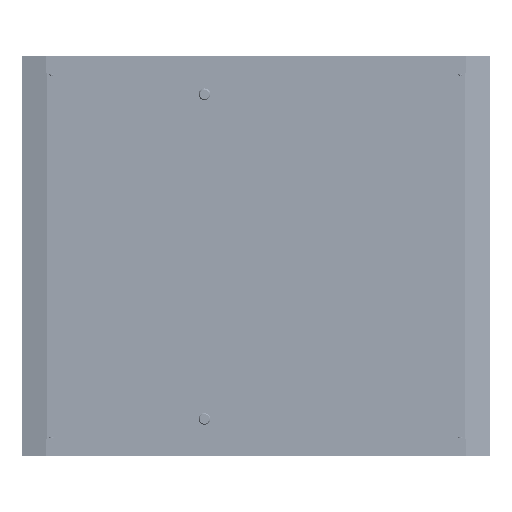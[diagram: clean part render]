
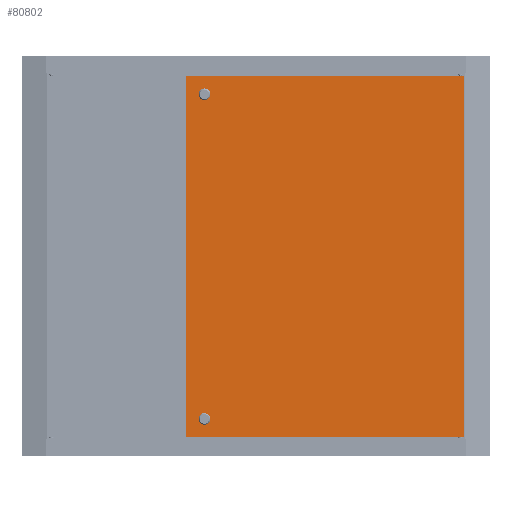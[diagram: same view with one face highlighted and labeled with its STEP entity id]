
A CAD part, top view. The second image highlights one B-rep face of the part: STEP entity #80802.
In plain terms, the highlighted planar face has unit normal (0, 0, 1).
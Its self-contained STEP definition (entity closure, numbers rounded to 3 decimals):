
#2190 = EDGE_CURVE ( 'NONE', #269828, #187958, #372855, .T. ) ;
#5131 = CARTESIAN_POINT ( 'NONE',  ( -89.25, -312.91, 128.2 ) ) ;
#6189 = EDGE_CURVE ( 'NONE', #341637, #19592, #153837, .T. ) ;
#7645 = CARTESIAN_POINT ( 'NONE',  ( -97.5, -308.2, 128.2 ) ) ;
#12460 = AXIS2_PLACEMENT_3D ( 'NONE', #7645, #244936, #96361 ) ;
#13377 = CARTESIAN_POINT ( 'NONE',  ( 130., -1.2, 128.2 ) ) ;
#19592 = VERTEX_POINT ( 'NONE', #318409 ) ;
#24828 = VERTEX_POINT ( 'NONE', #77489 ) ;
#28095 = ORIENTED_EDGE ( 'NONE', *, *, #48678, .T. ) ;
#29338 = CARTESIAN_POINT ( 'NONE',  ( -92.79, 297.55, 128.2 ) ) ;
#31205 = VERTEX_POINT ( 'NONE', #118877 ) ;
#36424 = CARTESIAN_POINT ( 'NONE',  ( 362.5, -283.2, 128.2 ) ) ;
#38673 = VERTEX_POINT ( 'NONE', #5131 ) ;
#42058 = VECTOR ( 'NONE', #253328, 1000. ) ;
#44004 = DIRECTION ( 'NONE',  ( -1., 0., 0. ) ) ;
#46002 = VECTOR ( 'NONE', #65471, 1000. ) ;
#48678 = EDGE_CURVE ( 'NONE', #19592, #54445, #314326, .T. ) ;
#49860 = CARTESIAN_POINT ( 'NONE',  ( 130., 340.8, 128.2 ) ) ;
#50155 = ORIENTED_EDGE ( 'NONE', *, *, #359273, .T. ) ;
#51370 = FACE_OUTER_BOUND ( 'NONE', #189611, .T. ) ;
#53116 = CARTESIAN_POINT ( 'NONE',  ( -89.25, -303.49, 128.2 ) ) ;
#53780 = CARTESIAN_POINT ( 'NONE',  ( -97.5, 305.8, 128.2 ) ) ;
#54445 = VERTEX_POINT ( 'NONE', #53116 ) ;
#55029 = VERTEX_POINT ( 'NONE', #170334 ) ;
#55283 = CIRCLE ( 'NONE', #363478, 9.5 ) ;
#65471 = DIRECTION ( 'NONE',  ( 0., -1., 0. ) ) ;
#69830 = ORIENTED_EDGE ( 'NONE', *, *, #180496, .T. ) ;
#76756 = CIRCLE ( 'NONE', #273991, 9.5 ) ;
#77489 = CARTESIAN_POINT ( 'NONE',  ( 362.125, -283.2, 128.2 ) ) ;
#79687 = DIRECTION ( 'NONE',  ( -1., 0., 0. ) ) ;
#80802 = ADVANCED_FACE ( 'NONE', ( #51370, #169031, #286769, #156183 ), #277724, .F. ) ;
#83019 = EDGE_CURVE ( 'NONE', #38673, #341637, #76756, .T. ) ;
#90538 = DIRECTION ( 'NONE',  ( 0., 0., -1. ) ) ;
#90815 = VERTEX_POINT ( 'NONE', #124504 ) ;
#96221 = CARTESIAN_POINT ( 'NONE',  ( 130., -343.2, 128.2 ) ) ;
#96361 = DIRECTION ( 'NONE',  ( -1., 0., 0. ) ) ;
#97549 = VERTEX_POINT ( 'NONE', #183932 ) ;
#98168 = EDGE_LOOP ( 'NONE', ( #69830, #316659 ) ) ;
#102630 = EDGE_CURVE ( 'NONE', #192481, #90815, #360547, .T. ) ;
#106476 = ORIENTED_EDGE ( 'NONE', *, *, #301382, .T. ) ;
#109023 = EDGE_LOOP ( 'NONE', ( #50155, #265915, #132882, #28095 ) ) ;
#110607 = ORIENTED_EDGE ( 'NONE', *, *, #244240, .T. ) ;
#118877 = CARTESIAN_POINT ( 'NONE',  ( -107., 305.8, 128.2 ) ) ;
#121018 = CARTESIAN_POINT ( 'NONE',  ( 362.875, -283.2, 128.2 ) ) ;
#121494 = DIRECTION ( 'NONE',  ( 0., -1., 0. ) ) ;
#124504 = CARTESIAN_POINT ( 'NONE',  ( 392.5, -343.2, 128.2 ) ) ;
#124555 = VECTOR ( 'NONE', #285275, 1000. ) ;
#125292 = LINE ( 'NONE', #266322, #187578 ) ;
#126704 = VECTOR ( 'NONE', #155998, 1000. ) ;
#127037 = DIRECTION ( 'NONE',  ( -1., 0., 0. ) ) ;
#128533 = CARTESIAN_POINT ( 'NONE',  ( -132.5, 2050.8, 128.2 ) ) ;
#132729 = CARTESIAN_POINT ( 'NONE',  ( -97.5, -308.2, 128.2 ) ) ;
#132882 = ORIENTED_EDGE ( 'NONE', *, *, #6189, .T. ) ;
#135666 = DIRECTION ( 'NONE',  ( 0., 0., -1. ) ) ;
#144034 = CIRCLE ( 'NONE', #285704, 9.5 ) ;
#148561 = ORIENTED_EDGE ( 'NONE', *, *, #266848, .F. ) ;
#153837 = LINE ( 'NONE', #300509, #310701 ) ;
#154113 = DIRECTION ( 'NONE',  ( 0., 0., -1. ) ) ;
#155998 = DIRECTION ( 'NONE',  ( 1., 0., 0. ) ) ;
#156183 = FACE_BOUND ( 'NONE', #168220, .T. ) ;
#159877 = ORIENTED_EDGE ( 'NONE', *, *, #357726, .F. ) ;
#168220 = EDGE_LOOP ( 'NONE', ( #176956, #106476, #233855, #180776, #110607 ) ) ;
#169031 = FACE_BOUND ( 'NONE', #98168, .T. ) ;
#170334 = CARTESIAN_POINT ( 'NONE',  ( -132.5, 340.8, 128.2 ) ) ;
#176158 = LINE ( 'NONE', #234080, #256624 ) ;
#176956 = ORIENTED_EDGE ( 'NONE', *, *, #306651, .T. ) ;
#178953 = VERTEX_POINT ( 'NONE', #192843 ) ;
#180348 = AXIS2_PLACEMENT_3D ( 'NONE', #13377, #243090, #360733 ) ;
#180496 = EDGE_CURVE ( 'NONE', #24828, #183276, #302344, .T. ) ;
#180776 = ORIENTED_EDGE ( 'NONE', *, *, #357042, .T. ) ;
#183276 = VERTEX_POINT ( 'NONE', #121018 ) ;
#183932 = CARTESIAN_POINT ( 'NONE',  ( 392.5, 340.8, 128.2 ) ) ;
#184431 = AXIS2_PLACEMENT_3D ( 'NONE', #53780, #327607, #246467 ) ;
#186430 = DIRECTION ( 'NONE',  ( 0., 0., -1. ) ) ;
#187578 = VECTOR ( 'NONE', #121494, 1000. ) ;
#187958 = VERTEX_POINT ( 'NONE', #276331 ) ;
#188423 = LINE ( 'NONE', #128533, #339946 ) ;
#188869 = CARTESIAN_POINT ( 'NONE',  ( 392.5, -1.2, 128.2 ) ) ;
#189611 = EDGE_LOOP ( 'NONE', ( #379408, #159877, #148561, #234193 ) ) ;
#192481 = VERTEX_POINT ( 'NONE', #326712 ) ;
#192843 = CARTESIAN_POINT ( 'NONE',  ( -102.21, 314.05, 128.2 ) ) ;
#217844 = LINE ( 'NONE', #188869, #46002 ) ;
#222534 = AXIS2_PLACEMENT_3D ( 'NONE', #329284, #186430, #358198 ) ;
#222597 = CARTESIAN_POINT ( 'NONE',  ( -97.5, 305.8, 128.2 ) ) ;
#227985 = CIRCLE ( 'NONE', #258842, 0.375 ) ;
#232207 = DIRECTION ( 'NONE',  ( 1., 0., 0. ) ) ;
#233855 = ORIENTED_EDGE ( 'NONE', *, *, #2190, .T. ) ;
#234080 = CARTESIAN_POINT ( 'NONE',  ( 130., 314.05, 128.2 ) ) ;
#234193 = ORIENTED_EDGE ( 'NONE', *, *, #258278, .T. ) ;
#243090 = DIRECTION ( 'NONE',  ( 0., 0., -1. ) ) ;
#244240 = EDGE_CURVE ( 'NONE', #31205, #178953, #55283, .T. ) ;
#244936 = DIRECTION ( 'NONE',  ( 0., 0., -1. ) ) ;
#246467 = DIRECTION ( 'NONE',  ( -1., 0., 0. ) ) ;
#253328 = DIRECTION ( 'NONE',  ( -1., 0., 0. ) ) ;
#256624 = VECTOR ( 'NONE', #232207, 1000. ) ;
#258278 = EDGE_CURVE ( 'NONE', #55029, #192481, #188423, .T. ) ;
#258842 = AXIS2_PLACEMENT_3D ( 'NONE', #36424, #154113, #127037 ) ;
#264467 = EDGE_CURVE ( 'NONE', #183276, #24828, #227985, .T. ) ;
#265915 = ORIENTED_EDGE ( 'NONE', *, *, #83019, .T. ) ;
#266203 = CARTESIAN_POINT ( 'NONE',  ( -97.5, 305.8, 128.2 ) ) ;
#266322 = CARTESIAN_POINT ( 'NONE',  ( -89.25, -1.2, 128.2 ) ) ;
#266848 = EDGE_CURVE ( 'NONE', #55029, #97549, #372064, .T. ) ;
#266948 = CARTESIAN_POINT ( 'NONE',  ( -92.79, 314.05, 128.2 ) ) ;
#269828 = VERTEX_POINT ( 'NONE', #29338 ) ;
#273991 = AXIS2_PLACEMENT_3D ( 'NONE', #132729, #370038, #44004 ) ;
#276331 = CARTESIAN_POINT ( 'NONE',  ( -102.21, 297.55, 128.2 ) ) ;
#277159 = DIRECTION ( 'NONE',  ( 0., -1., 0. ) ) ;
#277724 = PLANE ( 'NONE',  #180348 ) ;
#285275 = DIRECTION ( 'NONE',  ( 1., 0., 0. ) ) ;
#285704 = AXIS2_PLACEMENT_3D ( 'NONE', #266203, #90538, #354899 ) ;
#286769 = FACE_BOUND ( 'NONE', #109023, .T. ) ;
#300509 = CARTESIAN_POINT ( 'NONE',  ( -105.75, -1.2, 128.2 ) ) ;
#301382 = EDGE_CURVE ( 'NONE', #350115, #269828, #307782, .T. ) ;
#302344 = CIRCLE ( 'NONE', #222534, 0.375 ) ;
#306651 = EDGE_CURVE ( 'NONE', #178953, #350115, #176158, .T. ) ;
#307782 = CIRCLE ( 'NONE', #184431, 9.5 ) ;
#310701 = VECTOR ( 'NONE', #321853, 1000. ) ;
#314326 = CIRCLE ( 'NONE', #12460, 9.5 ) ;
#316659 = ORIENTED_EDGE ( 'NONE', *, *, #264467, .T. ) ;
#318409 = CARTESIAN_POINT ( 'NONE',  ( -105.75, -303.49, 128.2 ) ) ;
#321853 = DIRECTION ( 'NONE',  ( 0., 1., 0. ) ) ;
#326712 = CARTESIAN_POINT ( 'NONE',  ( -132.5, -343.2, 128.2 ) ) ;
#327607 = DIRECTION ( 'NONE',  ( 0., 0., -1. ) ) ;
#329284 = CARTESIAN_POINT ( 'NONE',  ( 362.5, -283.2, 128.2 ) ) ;
#334794 = CARTESIAN_POINT ( 'NONE',  ( -105.75, -312.91, 128.2 ) ) ;
#339946 = VECTOR ( 'NONE', #277159, 1000. ) ;
#341637 = VERTEX_POINT ( 'NONE', #334794 ) ;
#350115 = VERTEX_POINT ( 'NONE', #266948 ) ;
#354899 = DIRECTION ( 'NONE',  ( -1., 0., 0. ) ) ;
#357042 = EDGE_CURVE ( 'NONE', #187958, #31205, #144034, .T. ) ;
#357726 = EDGE_CURVE ( 'NONE', #97549, #90815, #217844, .T. ) ;
#358198 = DIRECTION ( 'NONE',  ( -1., 0., 0. ) ) ;
#359273 = EDGE_CURVE ( 'NONE', #54445, #38673, #125292, .T. ) ;
#360547 = LINE ( 'NONE', #96221, #126704 ) ;
#360733 = DIRECTION ( 'NONE',  ( -1., 0., 0. ) ) ;
#363478 = AXIS2_PLACEMENT_3D ( 'NONE', #222597, #135666, #79687 ) ;
#370038 = DIRECTION ( 'NONE',  ( 0., 0., -1. ) ) ;
#372064 = LINE ( 'NONE', #49860, #124555 ) ;
#372855 = LINE ( 'NONE', #376611, #42058 ) ;
#376611 = CARTESIAN_POINT ( 'NONE',  ( 130., 297.55, 128.2 ) ) ;
#379408 = ORIENTED_EDGE ( 'NONE', *, *, #102630, .T. ) ;
